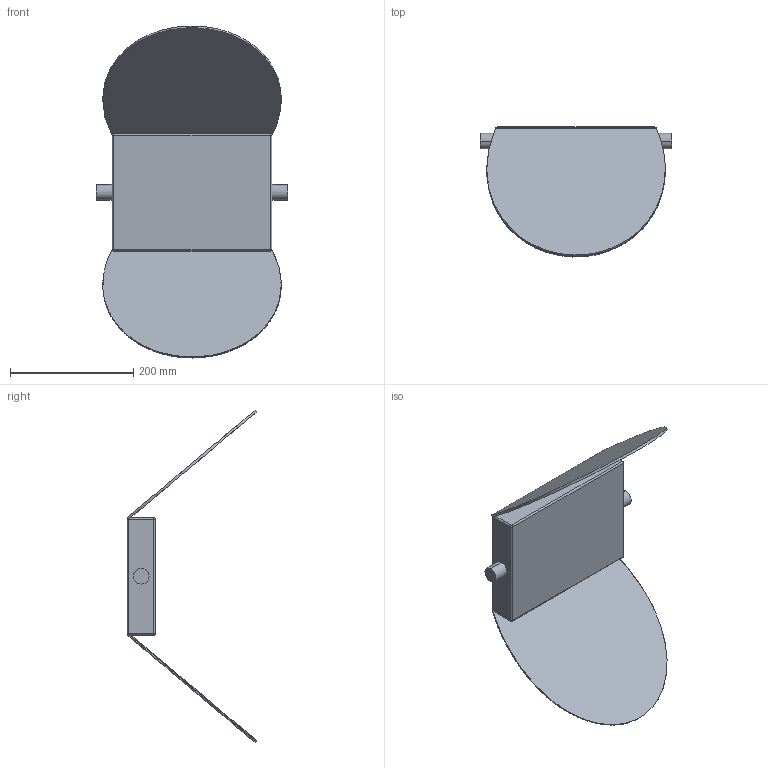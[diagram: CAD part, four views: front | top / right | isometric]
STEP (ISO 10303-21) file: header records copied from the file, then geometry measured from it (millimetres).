
FILE_DESCRIPTION (( 'STEP AP203' ), '1' );
FILE_NAME ('TopLid_Final_Default_sldprt.STEP', '2023-12-03T01:34:13', ( '' ), ( '' ), 'SwSTEP 2.0', 'SolidWorks 2023', '' );
FILE_SCHEMA (( 'CONFIG_CONTROL_DESIGN' ));
Length unit declared in the file: inch
Products named in the file (1): TopLid_Final_Default_sldprt
Bounding box: 310.64 x 210.69 x 539.49 mm (x, y, z)
Volume: 2800495.2 mm3; surface area: 415736.2 mm2
Topology: 3 solids, 3 shells, 43 faces, 87 edges, 44 vertices
Faces by surface type: cylinder 18, plane 14, sphere 8, bspline 3
Entity records: 2477 total; most frequent: CARTESIAN_POINT 1560, DIRECTION 184, ORIENTED_EDGE 158, EDGE_CURVE 79, AXIS2_PLACEMENT_3D 73, EDGE_LOOP 45, VERTEX_POINT 44, FACE_OUTER_BOUND 43
